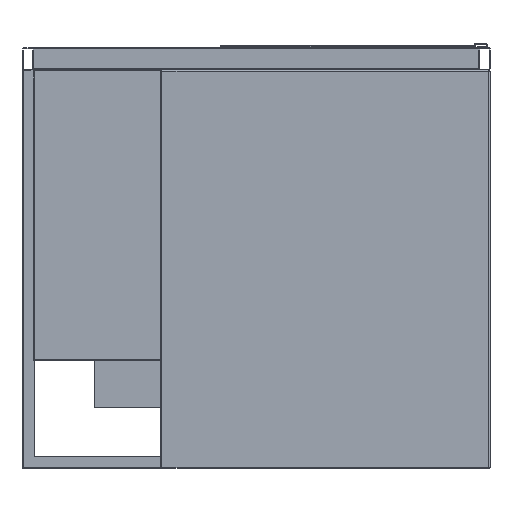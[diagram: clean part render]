
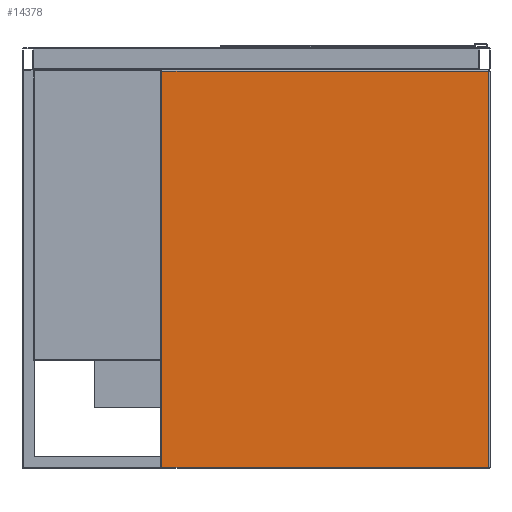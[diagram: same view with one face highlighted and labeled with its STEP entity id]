
A CAD part, front view. The second image highlights one B-rep face of the part: STEP entity #14378.
In plain terms, the highlighted planar face has unit normal (0, -1, 0).
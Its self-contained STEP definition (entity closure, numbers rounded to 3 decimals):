
#187 = VERTEX_POINT ( 'NONE', #14932 ) ;
#1128 = VECTOR ( 'NONE', #13859, 1000. ) ;
#1228 = CARTESIAN_POINT ( 'NONE',  ( -295.5, -280., -760. ) ) ;
#1354 = VERTEX_POINT ( 'NONE', #14873 ) ;
#1426 = ORIENTED_EDGE ( 'NONE', *, *, #2936, .T. ) ;
#2249 = VERTEX_POINT ( 'NONE', #7447 ) ;
#2453 = CARTESIAN_POINT ( 'NONE',  ( -297.5, -280., -42. ) ) ;
#2936 = EDGE_CURVE ( 'NONE', #8139, #187, #9472, .T. ) ;
#2972 = CARTESIAN_POINT ( 'NONE',  ( -297.5, -280., -760. ) ) ;
#3488 = DIRECTION ( 'NONE',  ( -1., 0., 0. ) ) ;
#4180 = ORIENTED_EDGE ( 'NONE', *, *, #7510, .T. ) ;
#4801 = EDGE_CURVE ( 'NONE', #1354, #8139, #8231, .T. ) ;
#4932 = EDGE_CURVE ( 'NONE', #2249, #1354, #7756, .T. ) ;
#5188 = DIRECTION ( 'NONE',  ( 0., -1., 0. ) ) ;
#6349 = VECTOR ( 'NONE', #3488, 1000. ) ;
#6379 = FACE_OUTER_BOUND ( 'NONE', #11033, .T. ) ;
#6942 = DIRECTION ( 'NONE',  ( 0., 0., -1. ) ) ;
#7196 = AXIS2_PLACEMENT_3D ( 'NONE', #2972, #5188, #8909 ) ;
#7447 = CARTESIAN_POINT ( 'NONE',  ( 295.5, -280., -758. ) ) ;
#7510 = EDGE_CURVE ( 'NONE', #187, #2249, #11468, .T. ) ;
#7632 = CARTESIAN_POINT ( 'NONE',  ( -295.5, -280., -42. ) ) ;
#7756 = LINE ( 'NONE', #14652, #9143 ) ;
#8139 = VERTEX_POINT ( 'NONE', #7632 ) ;
#8231 = LINE ( 'NONE', #2453, #6349 ) ;
#8909 = DIRECTION ( 'NONE',  ( 0., 0., -1. ) ) ;
#9143 = VECTOR ( 'NONE', #12499, 1000. ) ;
#9472 = LINE ( 'NONE', #1228, #11099 ) ;
#9706 = ORIENTED_EDGE ( 'NONE', *, *, #4932, .T. ) ;
#11033 = EDGE_LOOP ( 'NONE', ( #11258, #1426, #4180, #9706 ) ) ;
#11099 = VECTOR ( 'NONE', #6942, 1000. ) ;
#11258 = ORIENTED_EDGE ( 'NONE', *, *, #4801, .T. ) ;
#11468 = LINE ( 'NONE', #15051, #1128 ) ;
#12499 = DIRECTION ( 'NONE',  ( 0., 0., 1. ) ) ;
#13859 = DIRECTION ( 'NONE',  ( 1., 0., 0. ) ) ;
#14378 = ADVANCED_FACE ( 'Fl�che8', ( #6379 ), #15105, .T. ) ;
#14652 = CARTESIAN_POINT ( 'NONE',  ( 295.5, -280., -760. ) ) ;
#14873 = CARTESIAN_POINT ( 'NONE',  ( 295.5, -280., -42. ) ) ;
#14932 = CARTESIAN_POINT ( 'NONE',  ( -295.5, -280., -758. ) ) ;
#15051 = CARTESIAN_POINT ( 'NONE',  ( -297.5, -280., -758. ) ) ;
#15105 = PLANE ( 'NONE',  #7196 ) ;
